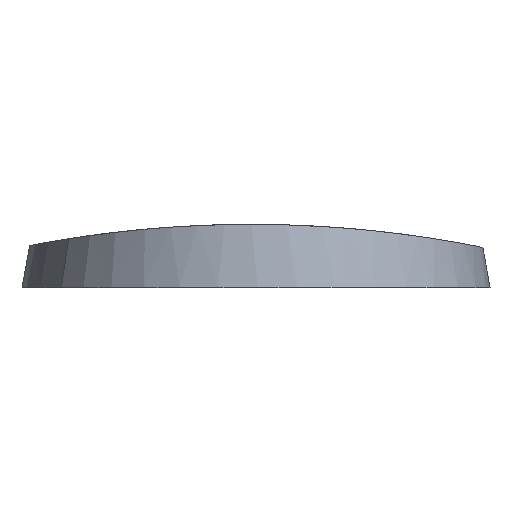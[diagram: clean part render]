
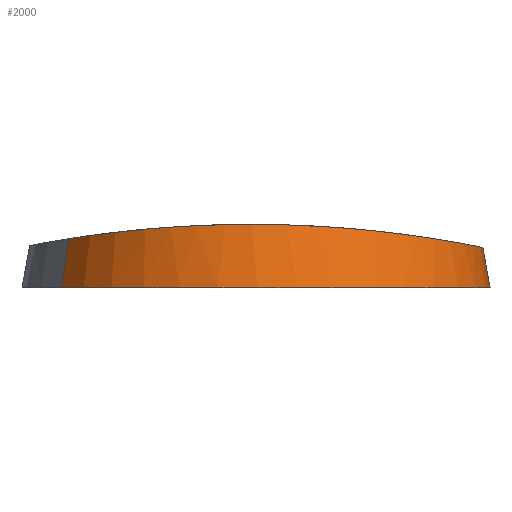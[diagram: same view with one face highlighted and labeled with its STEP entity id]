
A CAD part, left-side view. The second image highlights one B-rep face of the part: STEP entity #2000.
In plain terms, the highlighted conical face has half-angle 10 degrees and reference radius 11.75 mm.
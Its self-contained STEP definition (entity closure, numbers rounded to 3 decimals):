
#24=CIRCLE('',#2149,11.75);
#42=CONICAL_SURFACE('',#2148,11.75,0.175);
#174=FACE_OUTER_BOUND('',#284,.T.);
#284=EDGE_LOOP('',(#1568,#1569,#1570,#1571,#1572));
#400=B_SPLINE_CURVE_WITH_KNOTS('',3,(#3951,#3952,#3953,#3954,#3955,#3956,
#3957,#3958),.UNSPECIFIED.,.F.,.F.,(4,2,2,4),(3.957,4.258,
4.683,5.057),.UNSPECIFIED.);
#401=B_SPLINE_CURVE_WITH_KNOTS('',3,(#3960,#3961,#3962,#3963,#3964,#3965,
#3966,#3967,#3968,#3969,#3970,#3971),.UNSPECIFIED.,.F.,.F.,(4,2,2,2,2,4),
(5.057,5.107,5.532,5.958,6.385,
6.795),.UNSPECIFIED.);
#507=LINE('',#3882,#691);
#515=LINE('',#4000,#699);
#691=VECTOR('',#2398,10.);
#699=VECTOR('',#2424,10.);
#907=VERTEX_POINT('',#3880);
#908=VERTEX_POINT('',#3881);
#915=VERTEX_POINT('',#3950);
#916=VERTEX_POINT('',#3959);
#920=VERTEX_POINT('',#3999);
#1140=EDGE_CURVE('',#907,#908,#507,.T.);
#1151=EDGE_CURVE('',#908,#915,#400,.T.);
#1152=EDGE_CURVE('',#915,#916,#401,.T.);
#1161=EDGE_CURVE('',#920,#916,#515,.T.);
#1164=EDGE_CURVE('',#907,#920,#24,.T.);
#1568=ORIENTED_EDGE('',*,*,#1161,.T.);
#1569=ORIENTED_EDGE('',*,*,#1152,.F.);
#1570=ORIENTED_EDGE('',*,*,#1151,.F.);
#1571=ORIENTED_EDGE('',*,*,#1140,.F.);
#1572=ORIENTED_EDGE('',*,*,#1164,.T.);
#2000=ADVANCED_FACE('',(#174),#42,.T.);
#2148=AXIS2_PLACEMENT_3D('',#4004,#2431,#2432);
#2149=AXIS2_PLACEMENT_3D('',#4005,#2433,#2434);
#2398=DIRECTION('',(0.084,-0.152,0.985));
#2424=DIRECTION('',(0.003,0.174,0.985));
#2431=DIRECTION('center_axis',(0.,0.,-1.));
#2432=DIRECTION('ref_axis',(-0.486,0.874,0.));
#2433=DIRECTION('center_axis',(0.,0.,1.));
#2434=DIRECTION('ref_axis',(-0.486,0.874,0.));
#3880=CARTESIAN_POINT('',(9.791,-5.837,1.75));
#3881=CARTESIAN_POINT('',(10.006,-6.224,4.262));
#3882=CARTESIAN_POINT('',(9.791,-5.837,1.75));
#3950=CARTESIAN_POINT('',(4.334,-15.607,5.));
#3951=CARTESIAN_POINT('Ctrl Pts',(10.006,-6.224,4.262));
#3952=CARTESIAN_POINT('Ctrl Pts',(9.09,-6.75,4.345));
#3953=CARTESIAN_POINT('Ctrl Pts',(8.261,-7.405,4.441));
#3954=CARTESIAN_POINT('Ctrl Pts',(6.58,-9.129,4.658));
#3955=CARTESIAN_POINT('Ctrl Pts',(5.73,-10.401,4.79));
#3956=CARTESIAN_POINT('Ctrl Pts',(4.668,-13.02,4.957));
#3957=CARTESIAN_POINT('Ctrl Pts',(4.391,-14.341,5.));
#3958=CARTESIAN_POINT('Ctrl Pts',(4.334,-15.607,5.));
#3959=CARTESIAN_POINT('',(15.325,-27.492,3.811));
#3960=CARTESIAN_POINT('Ctrl Pts',(4.334,-15.607,5.));
#3961=CARTESIAN_POINT('Ctrl Pts',(4.327,-15.775,5.));
#3962=CARTESIAN_POINT('Ctrl Pts',(4.323,-15.941,4.999));
#3963=CARTESIAN_POINT('Ctrl Pts',(4.321,-17.525,4.986));
#3964=CARTESIAN_POINT('Ctrl Pts',(4.595,-19.038,4.918));
#3965=CARTESIAN_POINT('Ctrl Pts',(5.718,-21.826,4.693));
#3966=CARTESIAN_POINT('Ctrl Pts',(6.566,-23.102,4.539));
#3967=CARTESIAN_POINT('Ctrl Pts',(8.536,-25.13,4.248));
#3968=CARTESIAN_POINT('Ctrl Pts',(9.793,-26.018,4.093));
#3969=CARTESIAN_POINT('Ctrl Pts',(12.506,-27.175,3.877));
#3970=CARTESIAN_POINT('Ctrl Pts',(13.952,-27.47,3.815));
#3971=CARTESIAN_POINT('Ctrl Pts',(15.325,-27.492,3.811));
#3999=CARTESIAN_POINT('',(15.32,-27.856,1.75));
#4000=CARTESIAN_POINT('',(15.32,-27.856,1.75));
#4004=CARTESIAN_POINT('Origin',(15.5,-16.107,1.75));
#4005=CARTESIAN_POINT('Origin',(15.5,-16.107,1.75));
